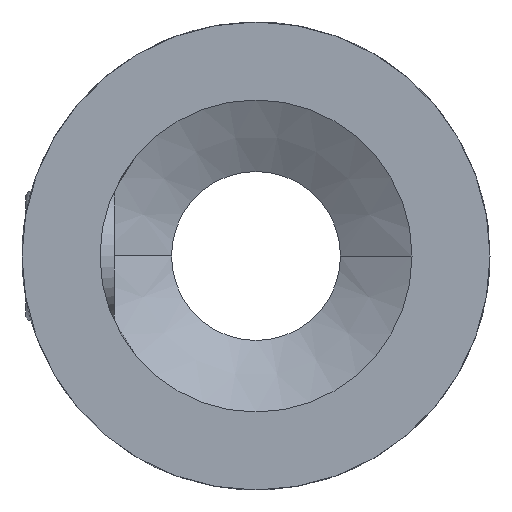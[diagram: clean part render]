
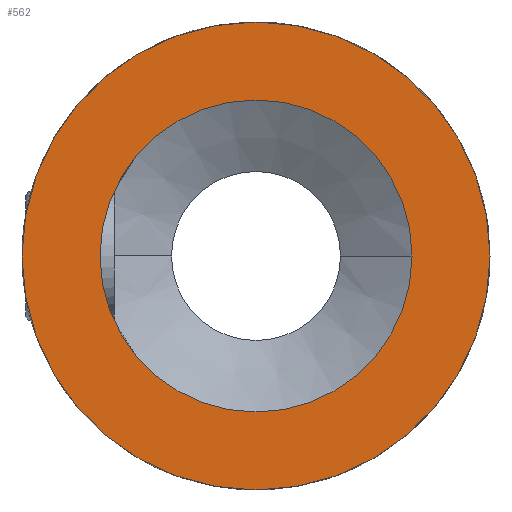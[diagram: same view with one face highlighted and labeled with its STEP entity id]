
A CAD part, left-side view. The second image highlights one B-rep face of the part: STEP entity #562.
In plain terms, the highlighted planar face has unit normal (-1, 0, 0).
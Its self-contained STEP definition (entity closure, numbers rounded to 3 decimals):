
#209 = CARTESIAN_POINT ( 'NONE',  ( -18.775, 0., 0. ) ) ;
#230 = CARTESIAN_POINT ( 'NONE',  ( -18.775, 0., 0. ) ) ;
#272 = CARTESIAN_POINT ( 'NONE',  ( -18.775, 6., 0. ) ) ;
#276 = CIRCLE ( 'NONE', #578, 6. ) ;
#294 = ORIENTED_EDGE ( 'NONE', *, *, #3145, .F. ) ;
#562 = ADVANCED_FACE ( 'NONE', ( #3904, #3960 ), #3480, .F. ) ;
#578 = AXIS2_PLACEMENT_3D ( 'NONE', #1746, #3752, #3879 ) ;
#728 = VERTEX_POINT ( 'NONE', #3178 ) ;
#975 = CARTESIAN_POINT ( 'NONE',  ( -18.775, 0., 0. ) ) ;
#992 = DIRECTION ( 'NONE',  ( 0., -1., 0. ) ) ;
#1041 = DIRECTION ( 'NONE',  ( -1., 0., 0. ) ) ;
#1049 = DIRECTION ( 'NONE',  ( -1., 0., 0. ) ) ;
#1074 = AXIS2_PLACEMENT_3D ( 'NONE', #230, #1041, #3405 ) ;
#1118 = DIRECTION ( 'NONE',  ( 0., 1., 0. ) ) ;
#1121 = ORIENTED_EDGE ( 'NONE', *, *, #2035, .T. ) ;
#1369 = VERTEX_POINT ( 'NONE', #272 ) ;
#1527 = CARTESIAN_POINT ( 'NONE',  ( -18.775, 6., 0. ) ) ;
#1530 = AXIS2_PLACEMENT_3D ( 'NONE', #209, #2934, #992 ) ;
#1712 = EDGE_CURVE ( 'NONE', #728, #4527, #3537, .T. ) ;
#1746 = CARTESIAN_POINT ( 'NONE',  ( -18.775, 0., 0. ) ) ;
#2035 = EDGE_CURVE ( 'NONE', #4527, #728, #3781, .T. ) ;
#2342 = DIRECTION ( 'NONE',  ( 1., 0., 0. ) ) ;
#2799 = AXIS2_PLACEMENT_3D ( 'NONE', #1527, #2342, #1118 ) ;
#2896 = ORIENTED_EDGE ( 'NONE', *, *, #1712, .T. ) ;
#2934 = DIRECTION ( 'NONE',  ( -1., 0., 0. ) ) ;
#2940 = DIRECTION ( 'NONE',  ( 0., -1., 0. ) ) ;
#3145 = EDGE_CURVE ( 'NONE', #3798, #1369, #276, .T. ) ;
#3178 = CARTESIAN_POINT ( 'NONE',  ( -18.775, -9., 0. ) ) ;
#3315 = CIRCLE ( 'NONE', #1074, 6. ) ;
#3405 = DIRECTION ( 'NONE',  ( 0., -1., 0. ) ) ;
#3422 = EDGE_CURVE ( 'NONE', #1369, #3798, #3315, .T. ) ;
#3480 = PLANE ( 'NONE',  #2799 ) ;
#3498 = EDGE_LOOP ( 'NONE', ( #2896, #1121 ) ) ;
#3508 = ORIENTED_EDGE ( 'NONE', *, *, #3422, .F. ) ;
#3537 = CIRCLE ( 'NONE', #4931, 9. ) ;
#3752 = DIRECTION ( 'NONE',  ( -1., 0., 0. ) ) ;
#3769 = CARTESIAN_POINT ( 'NONE',  ( -18.775, -6., 0. ) ) ;
#3781 = CIRCLE ( 'NONE', #1530, 9. ) ;
#3798 = VERTEX_POINT ( 'NONE', #3769 ) ;
#3854 = CARTESIAN_POINT ( 'NONE',  ( -18.775, 9., 0. ) ) ;
#3879 = DIRECTION ( 'NONE',  ( 0., -1., 0. ) ) ;
#3904 = FACE_BOUND ( 'NONE', #4535, .T. ) ;
#3960 = FACE_OUTER_BOUND ( 'NONE', #3498, .T. ) ;
#4527 = VERTEX_POINT ( 'NONE', #3854 ) ;
#4535 = EDGE_LOOP ( 'NONE', ( #294, #3508 ) ) ;
#4931 = AXIS2_PLACEMENT_3D ( 'NONE', #975, #1049, #2940 ) ;
